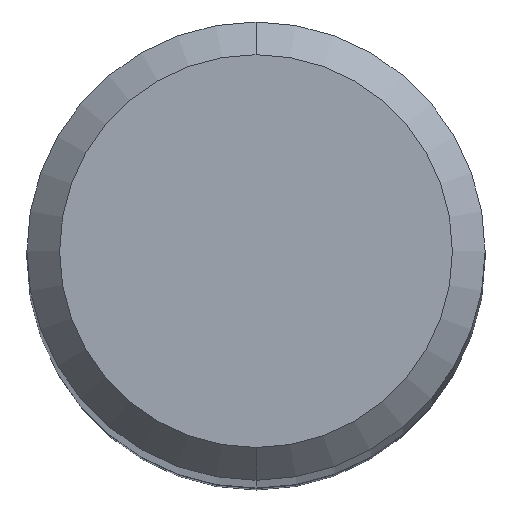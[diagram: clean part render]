
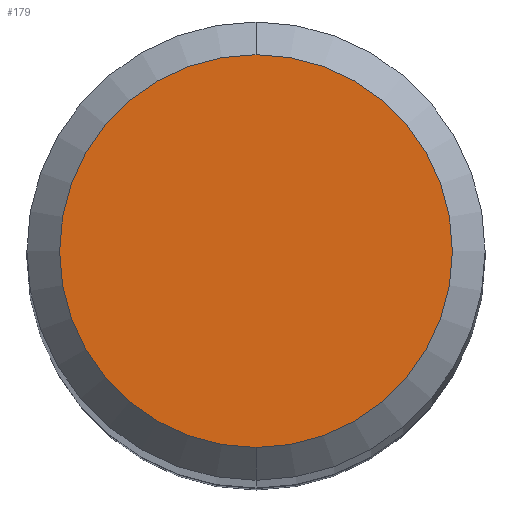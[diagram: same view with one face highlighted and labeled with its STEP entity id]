
A CAD part, top view. The second image highlights one B-rep face of the part: STEP entity #179.
In plain terms, the highlighted planar face has unit normal (0, 0, 1).
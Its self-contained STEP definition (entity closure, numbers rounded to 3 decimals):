
#145=VERTEX_POINT('',#378);
#179=ADVANCED_FACE('',(#417),#418,.T.);
#245=EDGE_CURVE('',#271,#145,#495,.T.);
#271=VERTEX_POINT('',#522);
#309=EDGE_CURVE('',#145,#271,#566,.T.);
#378=CARTESIAN_POINT('',(0.,-1.8,0.0));
#417=FACE_OUTER_BOUND('',#677,.T.);
#418=PLANE('',#678);
#495=CIRCLE('',#771,1.8);
#522=CARTESIAN_POINT('',(0.0,1.8,0.0));
#566=CIRCLE('',#865,1.8);
#677=EDGE_LOOP('',(#1007,#1008));
#678=AXIS2_PLACEMENT_3D('',#1009,#1010,#1011);
#771=AXIS2_PLACEMENT_3D('',#1116,#1117,#1118);
#865=AXIS2_PLACEMENT_3D('',#1198,#1199,#1200);
#1007=ORIENTED_EDGE('',*,*,#245,.F.);
#1008=ORIENTED_EDGE('',*,*,#309,.F.);
#1009=CARTESIAN_POINT('',(0.0,0.9,0.0));
#1010=DIRECTION('',(-0.0,0.0,1.0));
#1011=DIRECTION('',(0.0,-1.0,0.0));
#1116=CARTESIAN_POINT('',(0.0,0.0,0.0));
#1117=DIRECTION('',(0.0,0.0,-1.0));
#1118=DIRECTION('',(0.0,1.0,0.0));
#1198=CARTESIAN_POINT('',(0.0,0.0,0.0));
#1199=DIRECTION('',(0.0,0.0,-1.0));
#1200=DIRECTION('',(0.0,1.0,0.0));
